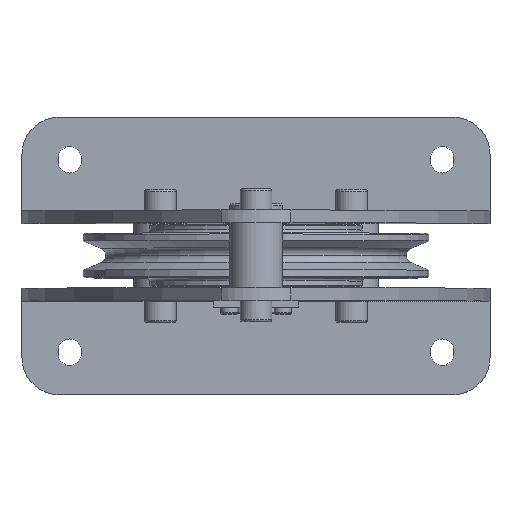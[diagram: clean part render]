
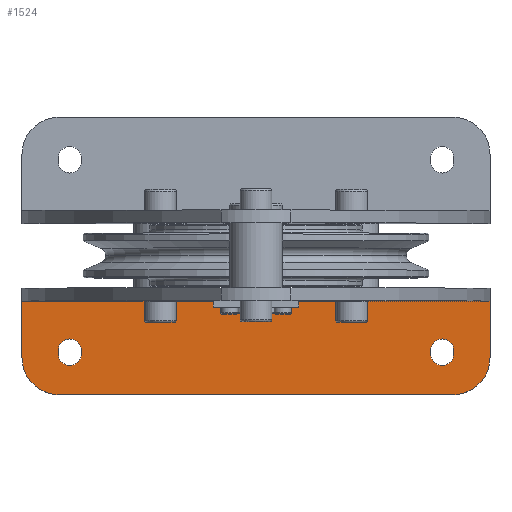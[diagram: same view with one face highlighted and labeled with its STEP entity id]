
A CAD part, top view. The second image highlights one B-rep face of the part: STEP entity #1524.
In plain terms, the highlighted planar face has unit normal (0, 0, 1).
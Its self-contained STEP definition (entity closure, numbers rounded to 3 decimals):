
#1524=ADVANCED_FACE('',(#3309,#3310,#3311),#3312,.T.);
#3309=FACE_BOUND('',#5341,.T.);
#3310=FACE_BOUND('',#5342,.T.);
#3311=FACE_OUTER_BOUND('',#5343,.T.);
#3312=PLANE('',#5344);
#5341=EDGE_LOOP('',(#10151,#10152,#10153,#10154));
#5342=EDGE_LOOP('',(#10155,#10156,#10157,#10158));
#5343=EDGE_LOOP('',(#10159,#10160,#10161,#10162,#10163,#10164));
#5344=AXIS2_PLACEMENT_3D('',#10165,#10166,#10167);
#10151=ORIENTED_EDGE('',*,*,#13881,.T.);
#10152=ORIENTED_EDGE('',*,*,#13882,.T.);
#10153=ORIENTED_EDGE('',*,*,#13883,.T.);
#10154=ORIENTED_EDGE('',*,*,#13884,.T.);
#10155=ORIENTED_EDGE('',*,*,#13885,.T.);
#10156=ORIENTED_EDGE('',*,*,#13886,.T.);
#10157=ORIENTED_EDGE('',*,*,#13887,.T.);
#10158=ORIENTED_EDGE('',*,*,#13888,.T.);
#10159=ORIENTED_EDGE('',*,*,#13889,.F.);
#10160=ORIENTED_EDGE('',*,*,#13890,.F.);
#10161=ORIENTED_EDGE('',*,*,#13869,.F.);
#10162=ORIENTED_EDGE('',*,*,#12850,.F.);
#10163=ORIENTED_EDGE('',*,*,#13879,.F.);
#10164=ORIENTED_EDGE('',*,*,#13891,.F.);
#10165=CARTESIAN_POINT('',(0.,-84.991,-230.0));
#10166=DIRECTION('',(0.0,0.0,1.0));
#10167=DIRECTION('',(1.0,0.0,0.0));
#12850=EDGE_CURVE('',#15808,#15809,#15810,.T.);
#13869=EDGE_CURVE('',#15809,#17227,#17228,.T.);
#13879=EDGE_CURVE('',#17237,#15808,#17239,.T.);
#13881=EDGE_CURVE('',#17241,#17242,#17243,.T.);
#13882=EDGE_CURVE('',#17242,#17244,#17245,.T.);
#13883=EDGE_CURVE('',#17244,#17246,#17247,.T.);
#13884=EDGE_CURVE('',#17246,#17241,#17248,.T.);
#13885=EDGE_CURVE('',#17249,#17250,#17251,.T.);
#13886=EDGE_CURVE('',#17250,#17252,#17253,.T.);
#13887=EDGE_CURVE('',#17252,#17254,#17255,.T.);
#13888=EDGE_CURVE('',#17254,#17249,#17256,.T.);
#13889=EDGE_CURVE('',#17257,#17258,#17259,.T.);
#13890=EDGE_CURVE('',#17227,#17257,#17260,.T.);
#13891=EDGE_CURVE('',#17258,#17237,#17261,.T.);
#15808=VERTEX_POINT('',#22836);
#15809=VERTEX_POINT('',#22837);
#15810=LINE('',#22838,#22839);
#17227=VERTEX_POINT('',#24783);
#17228=LINE('',#24784,#24785);
#17237=VERTEX_POINT('',#24798);
#17239=LINE('',#24801,#24802);
#17241=VERTEX_POINT('',#24804);
#17242=VERTEX_POINT('',#24805);
#17243=CIRCLE('',#24806,11.0);
#17244=VERTEX_POINT('',#24807);
#17245=LINE('',#24808,#24809);
#17246=VERTEX_POINT('',#24810);
#17247=CIRCLE('',#24811,11.0);
#17248=LINE('',#24812,#24813);
#17249=VERTEX_POINT('',#24814);
#17250=VERTEX_POINT('',#24815);
#17251=CIRCLE('',#24816,11.0);
#17252=VERTEX_POINT('',#24817);
#17253=LINE('',#24818,#24819);
#17254=VERTEX_POINT('',#24820);
#17255=CIRCLE('',#24821,11.0);
#17256=LINE('',#24822,#24823);
#17257=VERTEX_POINT('',#24824);
#17258=VERTEX_POINT('',#24825);
#17259=LINE('',#24826,#24827);
#17260=CIRCLE('',#24828,35.);
#17261=CIRCLE('',#24829,35.);
#22836=CARTESIAN_POINT('',(-220.0,-42.5,-230.));
#22837=CARTESIAN_POINT('',(220.0,-42.5,-230.0));
#22838=CARTESIAN_POINT('',(0.,-42.5,-230.0));
#22839=VECTOR('',#27943,1.0);
#24783=CARTESIAN_POINT('',(220.0,-95.5,-230.0));
#24784=CARTESIAN_POINT('',(220.0,-95.5,-230.0));
#24785=VECTOR('',#28993,1.0);
#24798=CARTESIAN_POINT('',(-220.0,-95.5,-230.0));
#24801=CARTESIAN_POINT('',(-220.0,-42.5,-230.0));
#24802=VECTOR('',#28999,1.0);
#24804=CARTESIAN_POINT('',(186.0,-92.0,-230.0));
#24805=CARTESIAN_POINT('',(164.0,-92.0,-230.0));
#24806=AXIS2_PLACEMENT_3D('',#29000,#29001,#29002);
#24807=CARTESIAN_POINT('',(164.0,-89.0,-230.0));
#24808=CARTESIAN_POINT('',(164.0,-87.746,-230.0));
#24809=VECTOR('',#29003,1.0);
#24810=CARTESIAN_POINT('',(186.0,-89.0,-230.0));
#24811=AXIS2_PLACEMENT_3D('',#29004,#29005,#29006);
#24812=CARTESIAN_POINT('',(186.0,-87.746,-230.0));
#24813=VECTOR('',#29007,1.0);
#24814=CARTESIAN_POINT('',(-164.0,-92.0,-230.0));
#24815=CARTESIAN_POINT('',(-186.0,-92.0,-230.0));
#24816=AXIS2_PLACEMENT_3D('',#29008,#29009,#29010);
#24817=CARTESIAN_POINT('',(-186.0,-89.0,-230.0));
#24818=CARTESIAN_POINT('',(-186.0,-87.746,-230.0));
#24819=VECTOR('',#29011,1.0);
#24820=CARTESIAN_POINT('',(-164.0,-89.0,-230.0));
#24821=AXIS2_PLACEMENT_3D('',#29012,#29013,#29014);
#24822=CARTESIAN_POINT('',(-164.0,-87.746,-230.0));
#24823=VECTOR('',#29015,1.0);
#24824=CARTESIAN_POINT('',(185.,-130.5,-230.0));
#24825=CARTESIAN_POINT('',(-185.,-130.5,-230.0));
#24826=CARTESIAN_POINT('',(-185.0,-130.5,-230.0));
#24827=VECTOR('',#29016,1.0);
#24828=AXIS2_PLACEMENT_3D('',#29017,#29018,#29019);
#24829=AXIS2_PLACEMENT_3D('',#29020,#29021,#29022);
#27943=DIRECTION('',(1.0,0.0,-0.0));
#28993=DIRECTION('',(-0.0,-1.0,-0.0));
#28999=DIRECTION('',(0.0,1.0,0.0));
#29000=CARTESIAN_POINT('',(175.0,-92.0,-230.0));
#29001=DIRECTION('',(0.0,0.0,-1.0));
#29002=DIRECTION('',(1.0,0.,0.0));
#29003=DIRECTION('',(0.0,1.0,-0.0));
#29004=CARTESIAN_POINT('',(175.0,-89.0,-230.0));
#29005=DIRECTION('',(-0.0,0.0,-1.0));
#29006=DIRECTION('',(-1.0,0.,0.0));
#29007=DIRECTION('',(-0.0,-1.0,0.0));
#29008=CARTESIAN_POINT('',(-175.0,-92.0,-230.0));
#29009=DIRECTION('',(0.0,0.0,-1.0));
#29010=DIRECTION('',(1.0,0.,0.0));
#29011=DIRECTION('',(0.0,1.0,-0.0));
#29012=CARTESIAN_POINT('',(-175.0,-89.0,-230.0));
#29013=DIRECTION('',(-0.0,0.0,-1.0));
#29014=DIRECTION('',(-1.0,0.,0.0));
#29015=DIRECTION('',(-0.0,-1.0,0.0));
#29016=DIRECTION('',(-1.0,-0.0,-0.0));
#29017=CARTESIAN_POINT('',(185.,-95.5,-230.0));
#29018=DIRECTION('',(0.0,-0.0,-1.0));
#29019=DIRECTION('',(0.,-1.0,0.0));
#29020=CARTESIAN_POINT('',(-185.,-95.5,-230.0));
#29021=DIRECTION('',(-0.0,0.0,-1.0));
#29022=DIRECTION('',(-1.0,0.,0.0));
